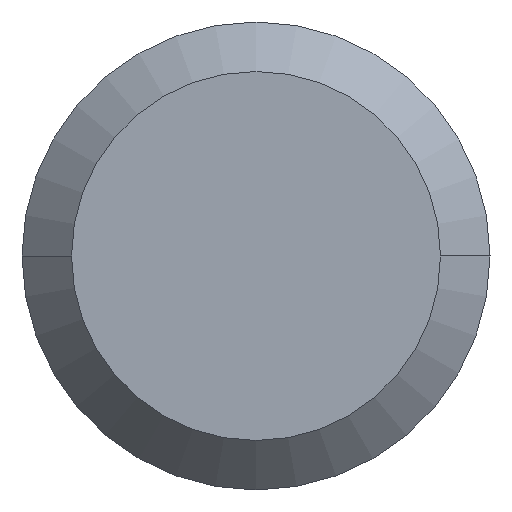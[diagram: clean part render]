
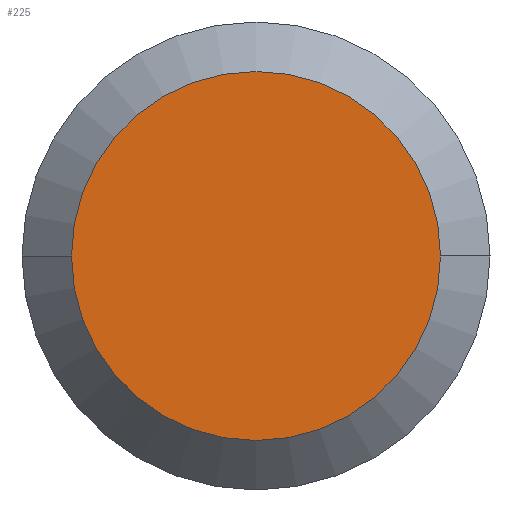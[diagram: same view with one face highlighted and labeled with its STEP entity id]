
A CAD part, left-side view. The second image highlights one B-rep face of the part: STEP entity #225.
In plain terms, the highlighted planar face has unit normal (-1, 0, 0).
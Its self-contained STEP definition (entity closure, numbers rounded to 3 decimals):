
#5 = EDGE_LOOP ( 'NONE', ( #355, #398 ) ) ;
#6 = FACE_OUTER_BOUND ( 'NONE', #5, .T. ) ;
#19 = DIRECTION ( 'NONE',  ( 0., -1., 0. ) ) ;
#55 = EDGE_CURVE ( 'NONE', #382, #227, #79, .T. ) ;
#79 = CIRCLE ( 'NONE', #260, 2.365 ) ;
#92 = DIRECTION ( 'NONE',  ( 0., 1., 0. ) ) ;
#112 = AXIS2_PLACEMENT_3D ( 'NONE', #236, #200, #19 ) ;
#126 = CARTESIAN_POINT ( 'NONE',  ( 0., 0., 0. ) ) ;
#130 = AXIS2_PLACEMENT_3D ( 'NONE', #275, #183, #407 ) ;
#176 = CARTESIAN_POINT ( 'NONE',  ( 0., 2.365, 0. ) ) ;
#183 = DIRECTION ( 'NONE',  ( 1., 0., 0. ) ) ;
#196 = DIRECTION ( 'NONE',  ( 1., 0., 0. ) ) ;
#200 = DIRECTION ( 'NONE',  ( -1., 0., 0. ) ) ;
#225 = ADVANCED_FACE ( 'NONE', ( #6 ), #393, .T. ) ;
#227 = VERTEX_POINT ( 'NONE', #176 ) ;
#236 = CARTESIAN_POINT ( 'NONE',  ( 0., 0., 0. ) ) ;
#241 = CIRCLE ( 'NONE', #130, 2.365 ) ;
#248 = CARTESIAN_POINT ( 'NONE',  ( 0., -2.365, 0. ) ) ;
#260 = AXIS2_PLACEMENT_3D ( 'NONE', #126, #196, #92 ) ;
#275 = CARTESIAN_POINT ( 'NONE',  ( 0., 0., 0. ) ) ;
#343 = EDGE_CURVE ( 'NONE', #227, #382, #241, .T. ) ;
#355 = ORIENTED_EDGE ( 'NONE', *, *, #343, .F. ) ;
#382 = VERTEX_POINT ( 'NONE', #248 ) ;
#393 = PLANE ( 'NONE',  #112 ) ;
#398 = ORIENTED_EDGE ( 'NONE', *, *, #55, .F. ) ;
#407 = DIRECTION ( 'NONE',  ( 0., 1., 0. ) ) ;
